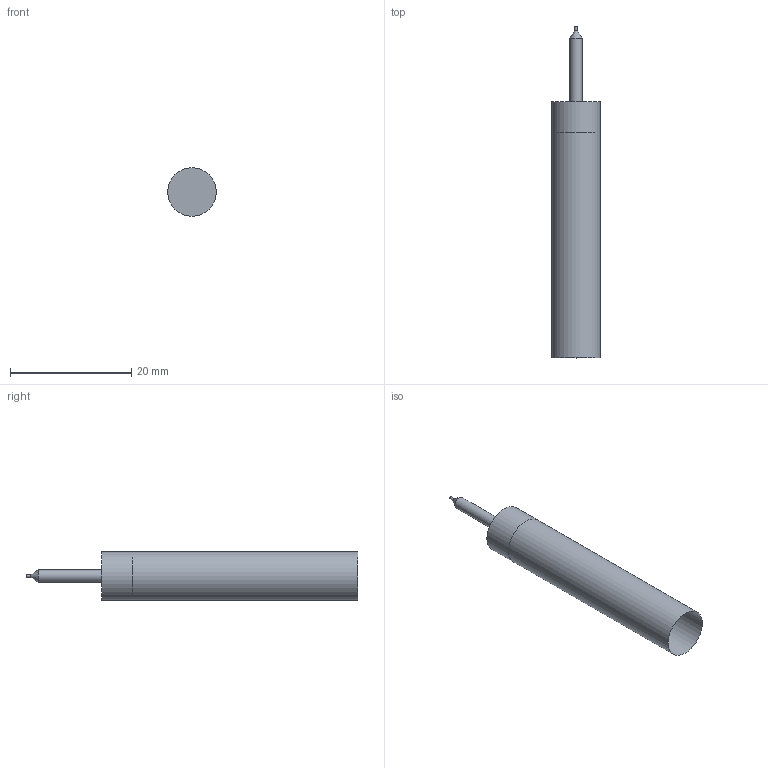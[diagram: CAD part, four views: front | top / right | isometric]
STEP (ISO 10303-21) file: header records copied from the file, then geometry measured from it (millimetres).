
FILE_DESCRIPTION(/* description */ (''),/* implementation_level */ '2;1');
FILE_NAME(/* name */ 'Wall-MRF.step',/* time_stamp */ '2022-05-21T21:07:53+02:00',/* author */ (''),/* organization */ (''),/* preprocessor_version */ 'ST-DEVELOPER v18.1',/* originating_system */ 'Autodesk Translation Framework v10.14.0.1471',/* authorisation */ '');
FILE_SCHEMA (('AUTOMOTIVE_DESIGN { 1 0 10303 214 3 1 1 }'));
Length unit declared in the file: millimetre
Products named in the file (1): Wall-MRF
Bounding box: 8 x 54.84 x 8 mm (x, y, z)
Surface area: 1233.9 mm2 (no closed solid volume)
Topology: 0 solids, 2 shells, 7 faces, 11 edges, 7 vertices
Faces by surface type: plane 3, cylinder 3, cone 1
Full cylindrical faces by diameter (mm): 0.4 x1, 2 x1, 8 x1
Entity records: 196 total; most frequent: DIRECTION 34, CARTESIAN_POINT 26, ORIENTED_EDGE 20, AXIS2_PLACEMENT_3D 15, EDGE_CURVE 11, EDGE_LOOP 8, FACE_OUTER_BOUND 7, CIRCLE 7
